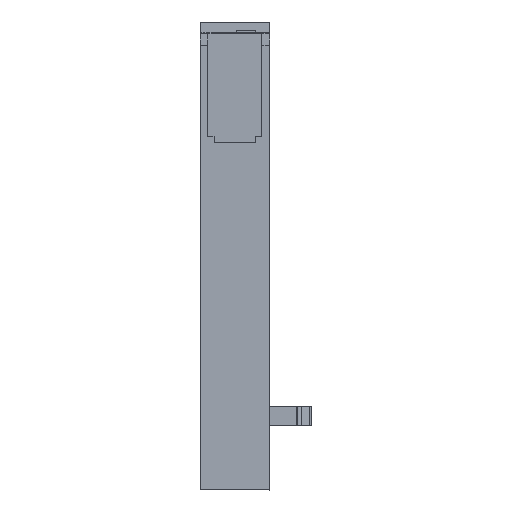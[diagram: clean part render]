
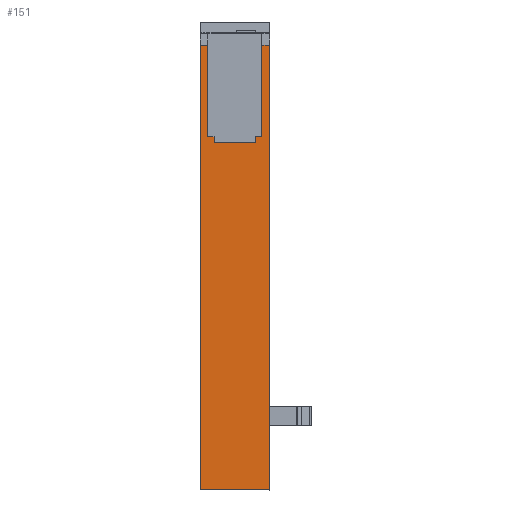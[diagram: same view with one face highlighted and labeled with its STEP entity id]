
A CAD part, front view. The second image highlights one B-rep face of the part: STEP entity #151.
In plain terms, the highlighted planar face has unit normal (0, -1, 0).
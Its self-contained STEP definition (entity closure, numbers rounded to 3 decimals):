
#51=AXIS2_PLACEMENT_3D('Plane Axis2P3D',#48,#49,#50) ;
#48=CARTESIAN_POINT('Axis2P3D Location',(0.,0.,-0.)) ;
#53=CARTESIAN_POINT('Line Origine',(1.3,0.,66.033)) ;
#57=CARTESIAN_POINT('Vertex',(1.3,0.,58.5)) ;
#59=CARTESIAN_POINT('Vertex',(1.3,0.,73.566)) ;
#62=CARTESIAN_POINT('Line Origine',(0.65,0.,73.566)) ;
#66=CARTESIAN_POINT('Vertex',(0.,0.,73.566)) ;
#69=CARTESIAN_POINT('Line Origine',(0.,0.,36.783)) ;
#73=CARTESIAN_POINT('Vertex',(0.,0.,0.)) ;
#76=CARTESIAN_POINT('Line Origine',(5.75,0.,0.)) ;
#80=CARTESIAN_POINT('Vertex',(11.5,0.,0.)) ;
#83=CARTESIAN_POINT('Line Origine',(11.5,0.,36.783)) ;
#87=CARTESIAN_POINT('Vertex',(11.5,0.,73.566)) ;
#90=CARTESIAN_POINT('Line Origine',(10.85,0.,73.566)) ;
#94=CARTESIAN_POINT('Vertex',(10.2,0.,73.566)) ;
#97=CARTESIAN_POINT('Line Origine',(10.2,0.,66.033)) ;
#101=CARTESIAN_POINT('Vertex',(10.2,0.,58.5)) ;
#104=CARTESIAN_POINT('Line Origine',(9.7,0.,58.5)) ;
#108=CARTESIAN_POINT('Vertex',(9.2,0.,58.5)) ;
#111=CARTESIAN_POINT('Line Origine',(9.2,0.,58.)) ;
#115=CARTESIAN_POINT('Vertex',(9.2,0.,57.5)) ;
#118=CARTESIAN_POINT('Line Origine',(5.75,0.,57.5)) ;
#122=CARTESIAN_POINT('Vertex',(2.3,0.,57.5)) ;
#125=CARTESIAN_POINT('Line Origine',(2.3,0.,58.)) ;
#129=CARTESIAN_POINT('Vertex',(2.3,0.,58.5)) ;
#132=CARTESIAN_POINT('Line Origine',(1.8,0.,58.5)) ;
#49=DIRECTION('Axis2P3D Direction',(0.,1.,-0.)) ;
#50=DIRECTION('Axis2P3D XDirection',(0.,0.,1.)) ;
#54=DIRECTION('Vector Direction',(0.,0.,1.)) ;
#63=DIRECTION('Vector Direction',(1.,0.,0.)) ;
#70=DIRECTION('Vector Direction',(0.,0.,1.)) ;
#77=DIRECTION('Vector Direction',(-1.,0.,0.)) ;
#84=DIRECTION('Vector Direction',(0.,0.,-1.)) ;
#91=DIRECTION('Vector Direction',(1.,0.,0.)) ;
#98=DIRECTION('Vector Direction',(0.,0.,-1.)) ;
#105=DIRECTION('Vector Direction',(-1.,0.,0.)) ;
#112=DIRECTION('Vector Direction',(0.,0.,-1.)) ;
#119=DIRECTION('Vector Direction',(-1.,0.,0.)) ;
#126=DIRECTION('Vector Direction',(0.,0.,1.)) ;
#133=DIRECTION('Vector Direction',(-1.,0.,0.)) ;
#55=VECTOR('Line Direction',#54,1.) ;
#64=VECTOR('Line Direction',#63,1.) ;
#71=VECTOR('Line Direction',#70,1.) ;
#78=VECTOR('Line Direction',#77,1.) ;
#85=VECTOR('Line Direction',#84,1.) ;
#92=VECTOR('Line Direction',#91,1.) ;
#99=VECTOR('Line Direction',#98,1.) ;
#106=VECTOR('Line Direction',#105,1.) ;
#113=VECTOR('Line Direction',#112,1.) ;
#120=VECTOR('Line Direction',#119,1.) ;
#127=VECTOR('Line Direction',#126,1.) ;
#134=VECTOR('Line Direction',#133,1.) ;
#138=ORIENTED_EDGE('',*,*,#61,.T.) ;
#139=ORIENTED_EDGE('',*,*,#68,.F.) ;
#140=ORIENTED_EDGE('',*,*,#75,.F.) ;
#141=ORIENTED_EDGE('',*,*,#82,.F.) ;
#142=ORIENTED_EDGE('',*,*,#89,.F.) ;
#143=ORIENTED_EDGE('',*,*,#96,.F.) ;
#144=ORIENTED_EDGE('',*,*,#103,.T.) ;
#145=ORIENTED_EDGE('',*,*,#110,.T.) ;
#146=ORIENTED_EDGE('',*,*,#117,.T.) ;
#147=ORIENTED_EDGE('',*,*,#124,.T.) ;
#148=ORIENTED_EDGE('',*,*,#131,.T.) ;
#149=ORIENTED_EDGE('',*,*,#136,.T.) ;
#151=ADVANCED_FACE('V1',(#150),#52,.F.) ;
#61=EDGE_CURVE('',#58,#60,#56,.T.) ;
#68=EDGE_CURVE('',#67,#60,#65,.T.) ;
#75=EDGE_CURVE('',#74,#67,#72,.T.) ;
#82=EDGE_CURVE('',#81,#74,#79,.T.) ;
#89=EDGE_CURVE('',#88,#81,#86,.T.) ;
#96=EDGE_CURVE('',#95,#88,#93,.T.) ;
#103=EDGE_CURVE('',#95,#102,#100,.T.) ;
#110=EDGE_CURVE('',#102,#109,#107,.T.) ;
#117=EDGE_CURVE('',#109,#116,#114,.T.) ;
#124=EDGE_CURVE('',#116,#123,#121,.T.) ;
#131=EDGE_CURVE('',#123,#130,#128,.T.) ;
#136=EDGE_CURVE('',#130,#58,#135,.T.) ;
#137=EDGE_LOOP('',(#138,#139,#140,#141,#142,#143,#144,#145,#146,#147,#148,#149)) ;
#150=FACE_OUTER_BOUND('',#137,.T.) ;
#56=LINE('Line',#53,#55) ;
#65=LINE('Line',#62,#64) ;
#72=LINE('Line',#69,#71) ;
#79=LINE('Line',#76,#78) ;
#86=LINE('Line',#83,#85) ;
#93=LINE('Line',#90,#92) ;
#100=LINE('Line',#97,#99) ;
#107=LINE('Line',#104,#106) ;
#114=LINE('Line',#111,#113) ;
#121=LINE('Line',#118,#120) ;
#128=LINE('Line',#125,#127) ;
#135=LINE('Line',#132,#134) ;
#52=PLANE('',#51) ;
#58=VERTEX_POINT('',#57) ;
#60=VERTEX_POINT('',#59) ;
#67=VERTEX_POINT('',#66) ;
#74=VERTEX_POINT('',#73) ;
#81=VERTEX_POINT('',#80) ;
#88=VERTEX_POINT('',#87) ;
#95=VERTEX_POINT('',#94) ;
#102=VERTEX_POINT('',#101) ;
#109=VERTEX_POINT('',#108) ;
#116=VERTEX_POINT('',#115) ;
#123=VERTEX_POINT('',#122) ;
#130=VERTEX_POINT('',#129) ;
